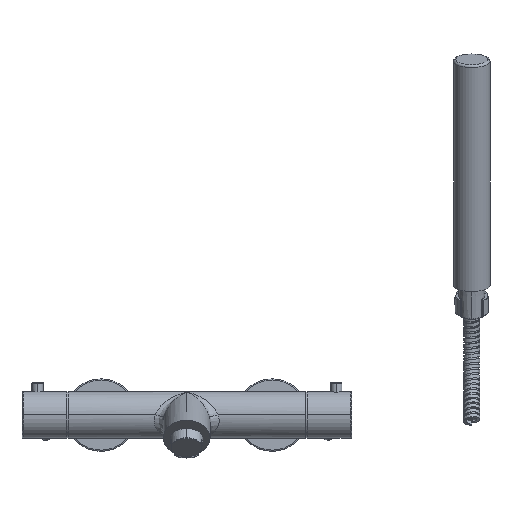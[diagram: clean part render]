
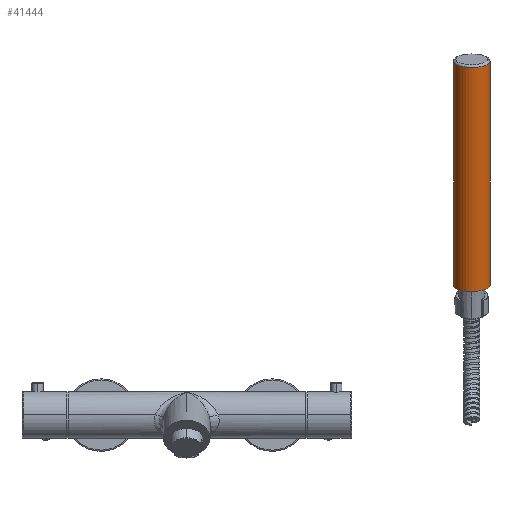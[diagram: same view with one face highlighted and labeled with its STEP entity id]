
A CAD part, top view. The second image highlights one B-rep face of the part: STEP entity #41444.
In plain terms, the highlighted cylindrical face has radius 16 mm (diameter 32 mm), a partial arc.
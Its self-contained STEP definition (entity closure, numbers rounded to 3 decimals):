
#30240=CARTESIAN_POINT('',(250.,113.508,22.841));
#30241=DIRECTION('',(0.,0.943,0.332));
#30242=DIRECTION('',(-1.,0.,0.));
#30243=AXIS2_PLACEMENT_3D('',#30240,#30241,#30242);
#30250=DIRECTION('',(0.,0.943,0.332));
#30251=VECTOR('',#30250,208.);
#30252=CARTESIAN_POINT('',(266.,113.508,22.841));
#30253=LINE('',#30252,#30251);
#30274=CARTESIAN_POINT('',(250.,309.715,91.883));
#30275=DIRECTION('',(0.,0.943,0.332));
#30276=DIRECTION('',(-1.,0.,0.));
#30277=AXIS2_PLACEMENT_3D('',#30274,#30275,#30276);
#30279=DIRECTION('',(0.,0.943,0.332));
#30280=VECTOR('',#30279,208.);
#30281=CARTESIAN_POINT('',(234.,113.508,22.841));
#30282=LINE('',#30281,#30280);
#31724=CARTESIAN_POINT('',(266.,113.508,22.841));
#31725=CARTESIAN_POINT('',(234.,113.508,22.841));
#31726=VERTEX_POINT('',#31724);
#31727=VERTEX_POINT('',#31725);
#31732=CARTESIAN_POINT('',(234.,309.715,91.883));
#31733=CARTESIAN_POINT('',(266.,309.715,91.883));
#31734=VERTEX_POINT('',#31732);
#31735=VERTEX_POINT('',#31733);
#41433=CARTESIAN_POINT('',(250.,113.508,22.841));
#41434=DIRECTION('',(0.,0.943,0.332));
#41435=DIRECTION('',(1.,0.,0.));
#41436=AXIS2_PLACEMENT_3D('',#41433,#41434,#41435);
#41437=CYLINDRICAL_SURFACE('',#41436,16.);
#41438=ORIENTED_EDGE('',*,*,#41420,.T.);
#41439=ORIENTED_EDGE('',*,*,#41361,.F.);
#41440=ORIENTED_EDGE('',*,*,#41334,.F.);
#41441=ORIENTED_EDGE('',*,*,#41358,.T.);
#41442=EDGE_LOOP('',(#41438,#41439,#41440,#41441));
#41443=FACE_OUTER_BOUND('',#41442,.F.);
#41444=ADVANCED_FACE('',(#41443),#41437,.T.);
#30244=CIRCLE('',#30243,16.);
#30278=CIRCLE('',#30277,16.);
#41334=EDGE_CURVE('',#31727,#31726,#30244,.T.);
#41358=EDGE_CURVE('',#31727,#31734,#30282,.T.);
#41361=EDGE_CURVE('',#31726,#31735,#30253,.T.);
#41420=EDGE_CURVE('',#31734,#31735,#30278,.T.);
